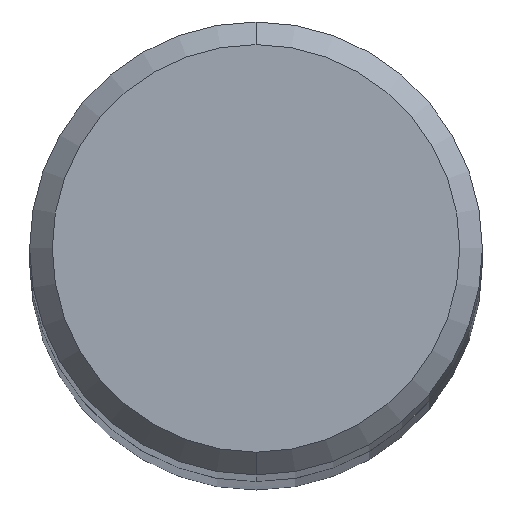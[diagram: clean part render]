
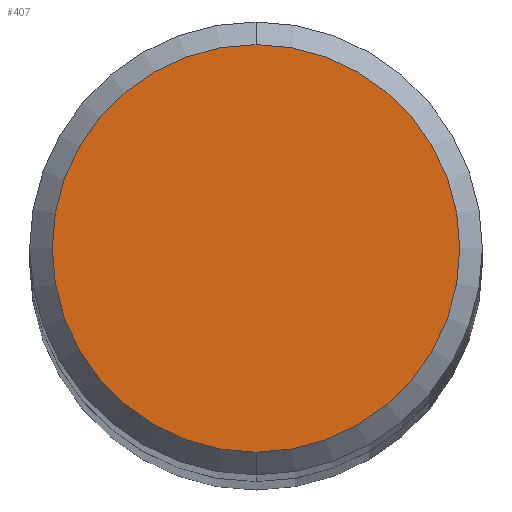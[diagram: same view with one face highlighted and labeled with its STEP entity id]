
A CAD part, top view. The second image highlights one B-rep face of the part: STEP entity #407.
In plain terms, the highlighted planar face has unit normal (0, 0, 1).
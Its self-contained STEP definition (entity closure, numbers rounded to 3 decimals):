
#177=EDGE_CURVE('',#287,#223,#453,.T.);
#223=VERTEX_POINT('',#503);
#287=VERTEX_POINT('',#573);
#353=EDGE_CURVE('',#223,#287,#644,.T.);
#407=ADVANCED_FACE('',(#705),#706,.T.);
#453=CIRCLE('',#781,3.6);
#503=CARTESIAN_POINT('',(0.,-3.6,0.0));
#573=CARTESIAN_POINT('',(0.0,3.6,0.0));
#644=CIRCLE('',#1173,3.6);
#705=FACE_OUTER_BOUND('',#1310,.T.);
#706=PLANE('',#1311);
#781=AXIS2_PLACEMENT_3D('',#1339,#1340,#1341);
#1173=AXIS2_PLACEMENT_3D('',#1515,#1516,#1517);
#1310=EDGE_LOOP('',(#1615,#1616));
#1311=AXIS2_PLACEMENT_3D('',#1617,#1618,#1619);
#1339=CARTESIAN_POINT('',(0.0,0.0,0.0));
#1340=DIRECTION('',(0.0,0.0,-1.0));
#1341=DIRECTION('',(0.0,1.0,0.0));
#1515=CARTESIAN_POINT('',(0.0,0.0,0.0));
#1516=DIRECTION('',(0.0,0.0,-1.0));
#1517=DIRECTION('',(0.0,1.0,0.0));
#1615=ORIENTED_EDGE('',*,*,#177,.F.);
#1616=ORIENTED_EDGE('',*,*,#353,.F.);
#1617=CARTESIAN_POINT('',(0.0,1.8,0.0));
#1618=DIRECTION('',(-0.0,0.0,1.0));
#1619=DIRECTION('',(0.0,-1.0,0.0));
